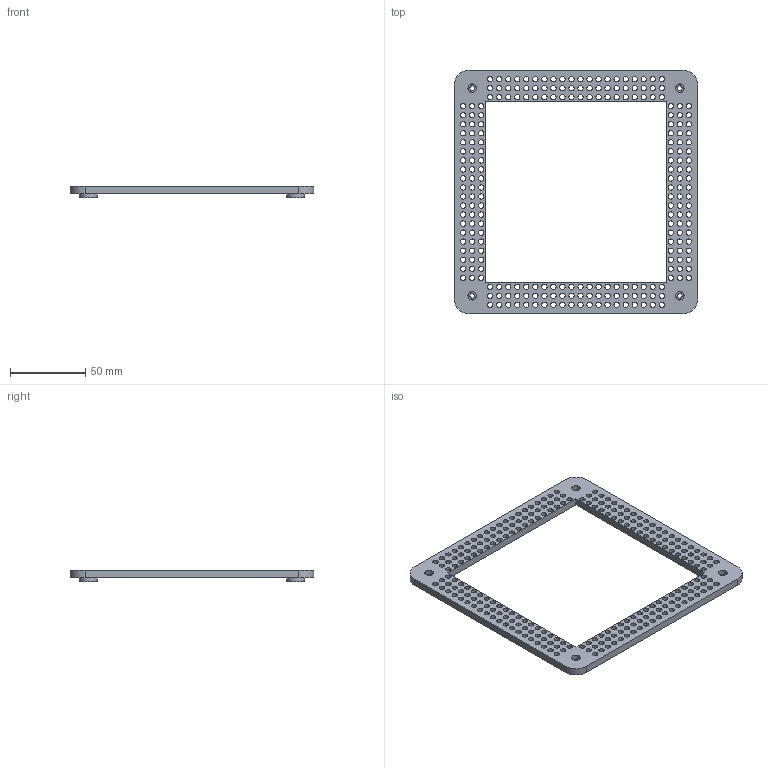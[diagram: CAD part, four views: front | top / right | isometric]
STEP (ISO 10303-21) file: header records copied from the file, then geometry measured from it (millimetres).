
FILE_DESCRIPTION(/* description */ (''),/* implementation_level */ '2;1');
FILE_NAME(/* name */ 'lifter.step',/* time_stamp */ '2023-09-21T20:36:48+10:00',/* author */ (''),/* organization */ (''),/* preprocessor_version */ 'ST-DEVELOPER v20',/* originating_system */ 'Autodesk Translation Framework v12.9.0.99',/* authorisation */ '');
FILE_SCHEMA (('AUTOMOTIVE_DESIGN { 1 0 10303 214 3 1 1 }'));
Length unit declared in the file: millimetre
Products named in the file (1): lifter
Bounding box: 162 x 162 x 7.5 mm (x, y, z)
Volume: 47241.3 mm3; surface area: 38130.2 mm2
Topology: 1 solids, 1 shells, 274 faces, 792 edges, 528 vertices
Faces by surface type: cylinder 256, plane 18
Full cylindrical faces by diameter (mm): 3.1 x4, 3.5 x240, 5.7 x4, 11.7 x4
Entity records: 10348 total; most frequent: DIRECTION 1854, CARTESIAN_POINT 1595, ORIENTED_EDGE 1584, EDGE_CURVE 792, AXIS2_PLACEMENT_3D 787, EDGE_LOOP 772, VERTEX_POINT 528, CIRCLE 512
